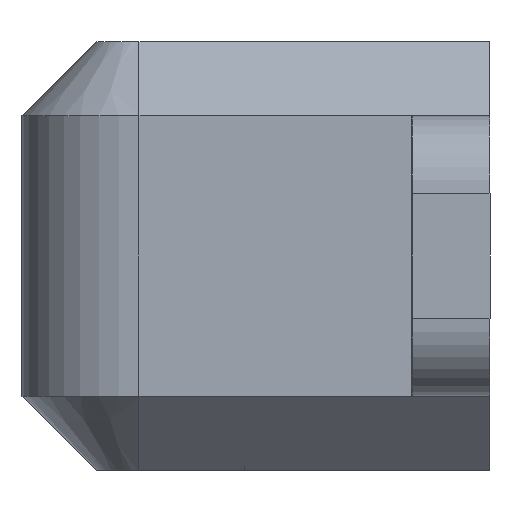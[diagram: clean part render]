
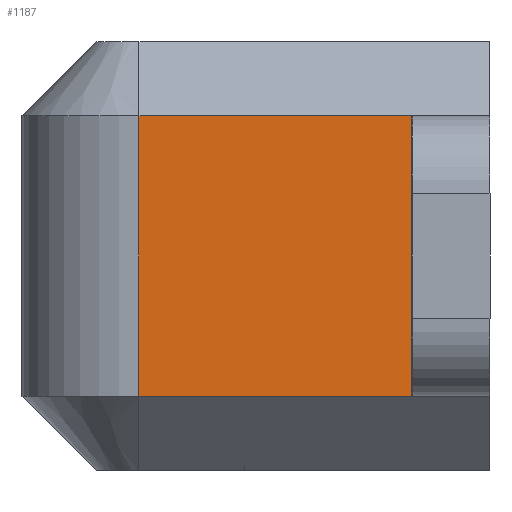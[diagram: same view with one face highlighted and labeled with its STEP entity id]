
A CAD part, left-side view. The second image highlights one B-rep face of the part: STEP entity #1187.
In plain terms, the highlighted planar face has unit normal (-1, 0, 0).
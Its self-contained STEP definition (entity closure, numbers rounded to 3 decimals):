
#28=PLANE('',#1284);
#79=FACE_OUTER_BOUND('',#148,.T.);
#148=EDGE_LOOP('',(#845,#846,#847,#848));
#220=LINE('',#1743,#361);
#227=LINE('',#1764,#368);
#228=LINE('',#1766,#369);
#229=LINE('',#1767,#370);
#361=VECTOR('',#1394,10.);
#368=VECTOR('',#1417,10.);
#369=VECTOR('',#1418,10.);
#370=VECTOR('',#1419,10.);
#533=VERTEX_POINT('',#1731);
#537=VERTEX_POINT('',#1741);
#543=VERTEX_POINT('',#1763);
#544=VERTEX_POINT('',#1765);
#649=EDGE_CURVE('',#533,#537,#220,.T.);
#659=EDGE_CURVE('',#543,#537,#227,.T.);
#660=EDGE_CURVE('',#543,#544,#228,.T.);
#661=EDGE_CURVE('',#533,#544,#229,.T.);
#845=ORIENTED_EDGE('',*,*,#649,.T.);
#846=ORIENTED_EDGE('',*,*,#659,.F.);
#847=ORIENTED_EDGE('',*,*,#660,.T.);
#848=ORIENTED_EDGE('',*,*,#661,.F.);
#1187=ADVANCED_FACE('',(#79),#28,.T.);
#1284=AXIS2_PLACEMENT_3D('',#1762,#1415,#1416);
#1394=DIRECTION('',(0.,0.,1.));
#1415=DIRECTION('center_axis',(-1.,0.,0.));
#1416=DIRECTION('ref_axis',(0.,1.,0.));
#1417=DIRECTION('',(0.,-1.,0.));
#1418=DIRECTION('',(0.,0.,-1.));
#1419=DIRECTION('',(0.,1.,0.));
#1731=CARTESIAN_POINT('',(-2.,2.,-4.1));
#1741=CARTESIAN_POINT('',(-2.,2.,3.1));
#1743=CARTESIAN_POINT('',(-2.,2.,0.45));
#1762=CARTESIAN_POINT('Origin',(-2.,0.,5.));
#1763=CARTESIAN_POINT('',(-2.,9.,3.1));
#1764=CARTESIAN_POINT('',(-2.,3.,3.1));
#1765=CARTESIAN_POINT('',(-2.,9.,-4.1));
#1766=CARTESIAN_POINT('',(-2.,9.,5.));
#1767=CARTESIAN_POINT('',(-2.,4.05,-4.1));
